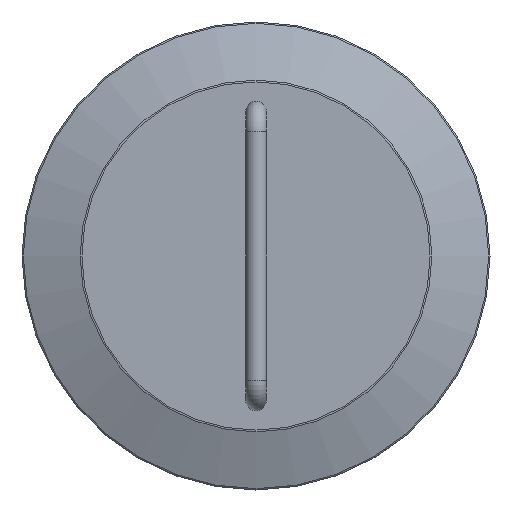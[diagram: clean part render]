
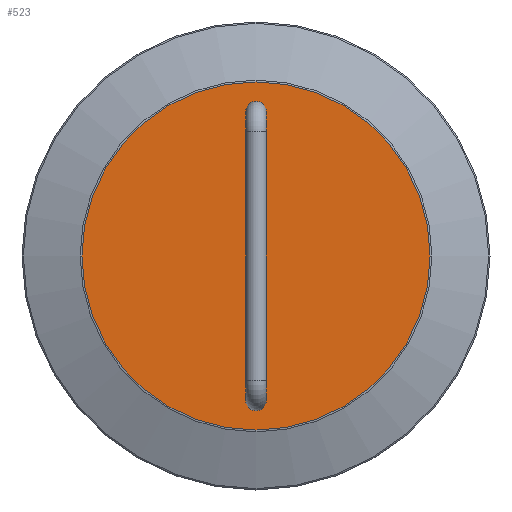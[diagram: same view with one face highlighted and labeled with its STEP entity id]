
A CAD part, left-side view. The second image highlights one B-rep face of the part: STEP entity #523.
In plain terms, the highlighted planar face has unit normal (-1, 0, 0).
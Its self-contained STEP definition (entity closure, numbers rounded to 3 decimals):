
#73=CARTESIAN_POINT('',(-212.,0.,-52.5));
#74=VERTEX_POINT('',#73);
#75=CARTESIAN_POINT('',(-212.,0.,-56.5));
#76=DIRECTION('',(1.0,0.0,0.0));
#77=DIRECTION('',(0.0,0.0,-1.0));
#78=AXIS2_PLACEMENT_3D('',#75,#76,#77);
#79=CIRCLE('',#78,4.0);
#80=EDGE_CURVE('',#74,#74,#79,.T.);
#164=CARTESIAN_POINT('',(-212.,0.,52.5));
#165=VERTEX_POINT('',#164);
#166=CARTESIAN_POINT('',(-212.,0.,56.5));
#167=DIRECTION('',(1.0,0.0,0.0));
#168=DIRECTION('',(0.0,0.0,1.0));
#169=AXIS2_PLACEMENT_3D('',#166,#167,#168);
#170=CIRCLE('',#169,4.0);
#171=EDGE_CURVE('',#165,#165,#170,.T.);
#494=CARTESIAN_POINT('',(-212.,68.069,0.0));
#495=VERTEX_POINT('',#494);
#496=CARTESIAN_POINT('',(-212.,0.0,0.0));
#497=DIRECTION('',(-1.0,0.0,0.0));
#498=DIRECTION('',(0.0,1.0,0.0));
#499=AXIS2_PLACEMENT_3D('',#496,#497,#498);
#500=CIRCLE('',#499,68.069);
#501=EDGE_CURVE('',#495,#495,#500,.T.);
#509=CARTESIAN_POINT('',(-212.,34.034,0.0));
#510=DIRECTION('',(-1.0,0.0,0.0));
#511=DIRECTION('',(0.0,0.0,1.0));
#512=AXIS2_PLACEMENT_3D('',#509,#510,#511);
#513=PLANE('',#512);
#514=ORIENTED_EDGE('',*,*,#501,.T.);
#515=EDGE_LOOP('',(#514));
#516=FACE_OUTER_BOUND('',#515,.T.);
#517=ORIENTED_EDGE('',*,*,#80,.T.);
#518=EDGE_LOOP('',(#517));
#519=FACE_BOUND('',#518,.T.);
#520=ORIENTED_EDGE('',*,*,#171,.T.);
#521=EDGE_LOOP('',(#520));
#522=FACE_BOUND('',#521,.T.);
#523=ADVANCED_FACE('',(#516,#519,#522),#513,.T.);
